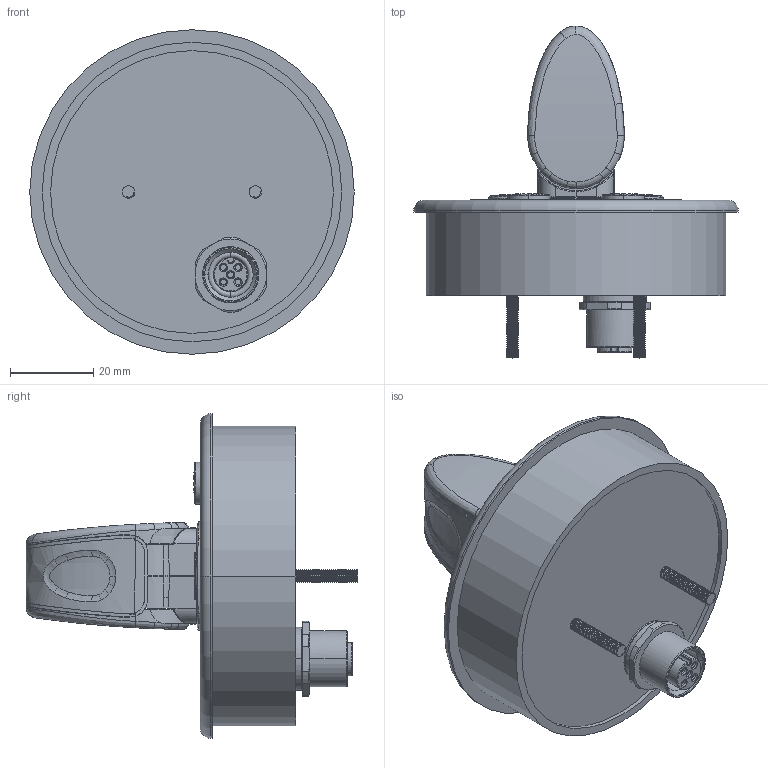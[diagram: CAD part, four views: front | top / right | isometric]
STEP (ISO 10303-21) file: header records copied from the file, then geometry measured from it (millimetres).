
FILE_DESCRIPTION(('CATIA V5 STEP Exchange','CAx-IF Rec.Pracs.--- Model Styling and Organization---1.4--- 2014-01-23'),'2;1');
FILE_NAME('CAN Joystic.stp','2023-05-31T13:05:17+00:00',('none'),('none'),'CATIA Version 5-6 Release 2016','CATIA V5 STEP AP214','none');
FILE_SCHEMA(('AUTOMOTIVE_DESIGN { 1 0 10303 214 1 1 1 1 }'));
Length unit declared in the file: millimetre
Products named in the file (1): CAN Joystic
Bounding box: 78 x 79.81 x 78 mm (x, y, z)
Volume: 68928.6 mm3; surface area: 43653.8 mm2
Topology: 1 solids, 32 shells, 2511 faces, 6928 edges, 4423 vertices
Faces by surface type: bspline 1427, plane 490, cylinder 441, cone 96, torus 32, sphere 25
Entity records: 89669 total; most frequent: CARTESIAN_POINT 44525, ORIENTED_EDGE 13113, EDGE_CURVE 6877, VERTEX_POINT 4423, DIRECTION 4154, EDGE_LOOP 2600, B_SPLINE_CURVE_WITH_KNOTS 2537, ADVANCED_FACE 2511
